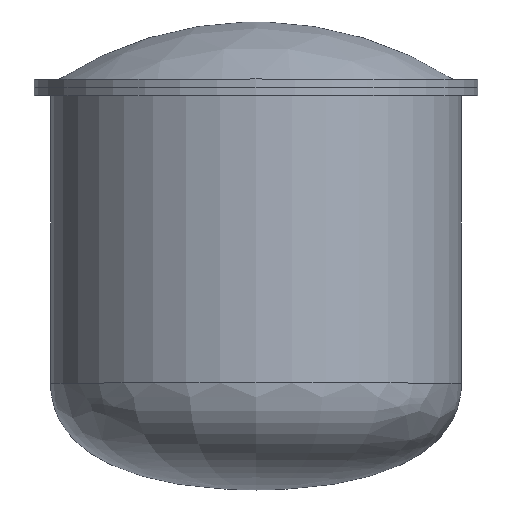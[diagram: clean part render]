
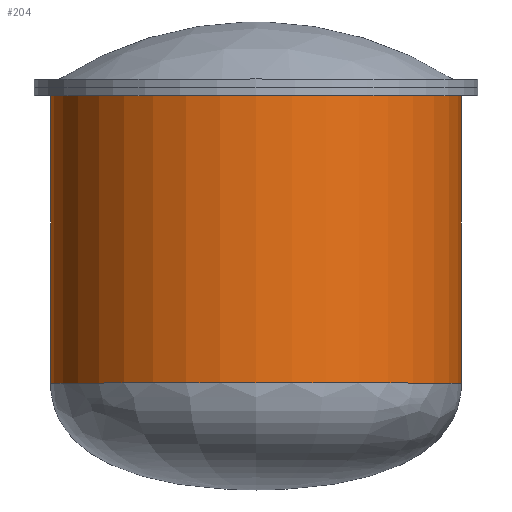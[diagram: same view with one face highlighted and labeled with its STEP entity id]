
A CAD part, top view. The second image highlights one B-rep face of the part: STEP entity #204.
In plain terms, the highlighted cylindrical face has radius 635 mm (diameter 1270 mm), a partial arc.
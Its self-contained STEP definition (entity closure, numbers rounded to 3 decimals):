
#204 = ADVANCED_FACE ( 'NONE', ( #1966 ), #2897, .T. ) ;
#270 = CARTESIAN_POINT ( 'NONE',  ( 635., 0., 0. ) ) ;
#372 = CARTESIAN_POINT ( 'NONE',  ( -635., -914.4, 0. ) ) ;
#531 = VERTEX_POINT ( 'NONE', #372 ) ;
#552 = DIRECTION ( 'NONE',  ( -1., 0., 0. ) ) ;
#642 = DIRECTION ( 'NONE',  ( 0., 1., 0. ) ) ;
#937 = VERTEX_POINT ( 'NONE', #2312 ) ;
#1128 = DIRECTION ( 'NONE',  ( 0., 1., 0. ) ) ;
#1136 = CARTESIAN_POINT ( 'NONE',  ( -635., 0., 0. ) ) ;
#1213 = VECTOR ( 'NONE', #2243, 1000. ) ;
#1355 = EDGE_CURVE ( 'NONE', #531, #937, #1425, .T. ) ;
#1381 = ORIENTED_EDGE ( 'NONE', *, *, #1933, .T. ) ;
#1425 = LINE ( 'NONE', #1136, #1213 ) ;
#1561 = ORIENTED_EDGE ( 'NONE', *, *, #1355, .F. ) ;
#1694 = CARTESIAN_POINT ( 'NONE',  ( 635., -25.4, 0. ) ) ;
#1803 = CARTESIAN_POINT ( 'NONE',  ( 635., -914.4, 0. ) ) ;
#1804 = CARTESIAN_POINT ( 'NONE',  ( 0., -25.4, 0. ) ) ;
#1933 = EDGE_CURVE ( 'NONE', #2607, #3739, #2908, .T. ) ;
#1966 = FACE_OUTER_BOUND ( 'NONE', #2230, .T. ) ;
#2125 = VECTOR ( 'NONE', #3789, 1000. ) ;
#2215 = AXIS2_PLACEMENT_3D ( 'NONE', #1804, #642, #3019 ) ;
#2230 = EDGE_LOOP ( 'NONE', ( #2721, #1381, #2426, #1561 ) ) ;
#2243 = DIRECTION ( 'NONE',  ( 0., 1., 0. ) ) ;
#2312 = CARTESIAN_POINT ( 'NONE',  ( -635., -25.4, 0. ) ) ;
#2315 = CARTESIAN_POINT ( 'NONE',  ( 0., 0., 0. ) ) ;
#2366 = EDGE_CURVE ( 'NONE', #531, #2607, #3189, .T. ) ;
#2426 = ORIENTED_EDGE ( 'NONE', *, *, #3312, .F. ) ;
#2457 = AXIS2_PLACEMENT_3D ( 'NONE', #2315, #2587, #3194 ) ;
#2587 = DIRECTION ( 'NONE',  ( 0., 1., 0. ) ) ;
#2607 = VERTEX_POINT ( 'NONE', #1803 ) ;
#2721 = ORIENTED_EDGE ( 'NONE', *, *, #2366, .T. ) ;
#2897 = CYLINDRICAL_SURFACE ( 'NONE', #2457, 635. ) ;
#2907 = CIRCLE ( 'NONE', #2215, 635. ) ;
#2908 = LINE ( 'NONE', #270, #2125 ) ;
#3019 = DIRECTION ( 'NONE',  ( -1., 0., 0. ) ) ;
#3159 = CARTESIAN_POINT ( 'NONE',  ( 0., -914.4, 0. ) ) ;
#3189 = CIRCLE ( 'NONE', #3369, 635. ) ;
#3194 = DIRECTION ( 'NONE',  ( -1., 0., 0. ) ) ;
#3312 = EDGE_CURVE ( 'NONE', #937, #3739, #2907, .T. ) ;
#3369 = AXIS2_PLACEMENT_3D ( 'NONE', #3159, #1128, #552 ) ;
#3739 = VERTEX_POINT ( 'NONE', #1694 ) ;
#3789 = DIRECTION ( 'NONE',  ( 0., 1., 0. ) ) ;
